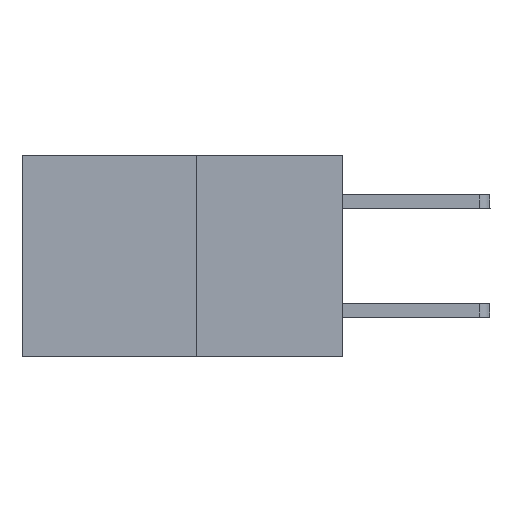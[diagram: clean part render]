
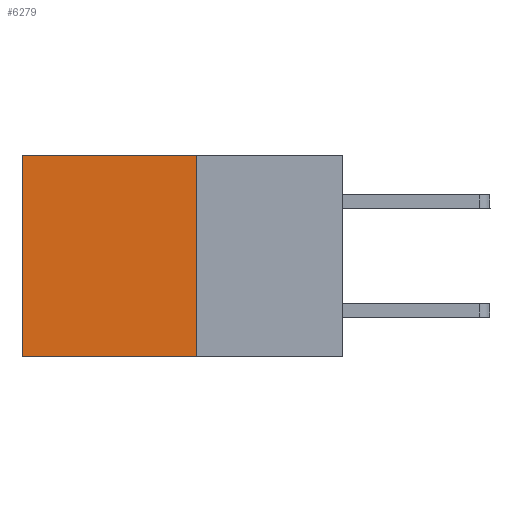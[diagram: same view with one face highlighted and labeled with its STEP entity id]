
A CAD part, left-side view. The second image highlights one B-rep face of the part: STEP entity #6279.
In plain terms, the highlighted planar face has unit normal (-1, 0, 0).
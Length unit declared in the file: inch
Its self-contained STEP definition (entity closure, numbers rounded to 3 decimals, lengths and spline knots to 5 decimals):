
#308 = LINE ( 'NONE', #5196, #4316 ) ;
#948 = CARTESIAN_POINT ( 'NONE',  ( 0.277, 0.27, -0.37 ) ) ;
#1172 = FACE_OUTER_BOUND ( 'NONE', #8944, .T. ) ;
#1245 = DIRECTION ( 'NONE',  ( 0., 0., -1. ) ) ;
#1391 = CARTESIAN_POINT ( 'NONE',  ( 0.277, 0.59, -0.37 ) ) ;
#1841 = EDGE_CURVE ( 'NONE', #1993, #7389, #3228, .T. ) ;
#1993 = VERTEX_POINT ( 'NONE', #3441 ) ;
#2374 = ORIENTED_EDGE ( 'NONE', *, *, #8148, .T. ) ;
#2408 = VECTOR ( 'NONE', #1245, 39.37008 ) ;
#3228 = LINE ( 'NONE', #6195, #5287 ) ;
#3441 = CARTESIAN_POINT ( 'NONE',  ( 0.277, 0.27, 0. ) ) ;
#3947 = DIRECTION ( 'NONE',  ( 0., 0., -1. ) ) ;
#4023 = DIRECTION ( 'NONE',  ( 1., 0., 0. ) ) ;
#4037 = CARTESIAN_POINT ( 'NONE',  ( 0.277, 0.27, -0.37 ) ) ;
#4051 = PLANE ( 'NONE',  #5536 ) ;
#4316 = VECTOR ( 'NONE', #5216, 39.37008 ) ;
#4744 = ORIENTED_EDGE ( 'NONE', *, *, #6161, .F. ) ;
#5196 = CARTESIAN_POINT ( 'NONE',  ( 0.277, 0.27, -0.37 ) ) ;
#5216 = DIRECTION ( 'NONE',  ( 0., 1., 0. ) ) ;
#5219 = ORIENTED_EDGE ( 'NONE', *, *, #7497, .F. ) ;
#5287 = VECTOR ( 'NONE', #6405, 39.37008 ) ;
#5536 = AXIS2_PLACEMENT_3D ( 'NONE', #4037, #4023, #3947 ) ;
#5947 = CARTESIAN_POINT ( 'NONE',  ( 0.277, 0.27, -0.37 ) ) ;
#6044 = DIRECTION ( 'NONE',  ( 0., 0., -1. ) ) ;
#6161 = EDGE_CURVE ( 'NONE', #7950, #7614, #308, .T. ) ;
#6195 = CARTESIAN_POINT ( 'NONE',  ( 0.277, 0.27, 0. ) ) ;
#6279 = ADVANCED_FACE ( 'NONE', ( #1172 ), #4051, .F. ) ;
#6405 = DIRECTION ( 'NONE',  ( 0., 1., 0. ) ) ;
#6552 = LINE ( 'NONE', #5947, #2408 ) ;
#7389 = VERTEX_POINT ( 'NONE', #8762 ) ;
#7497 = EDGE_CURVE ( 'NONE', #1993, #7950, #6552, .T. ) ;
#7614 = VERTEX_POINT ( 'NONE', #1391 ) ;
#7950 = VERTEX_POINT ( 'NONE', #948 ) ;
#8148 = EDGE_CURVE ( 'NONE', #7389, #7614, #9589, .T. ) ;
#8762 = CARTESIAN_POINT ( 'NONE',  ( 0.277, 0.59, 0. ) ) ;
#8944 = EDGE_LOOP ( 'NONE', ( #2374, #4744, #5219, #9931 ) ) ;
#9128 = VECTOR ( 'NONE', #6044, 39.37008 ) ;
#9589 = LINE ( 'NONE', #9789, #9128 ) ;
#9789 = CARTESIAN_POINT ( 'NONE',  ( 0.277, 0.59, -0.37 ) ) ;
#9931 = ORIENTED_EDGE ( 'NONE', *, *, #1841, .T. ) ;
